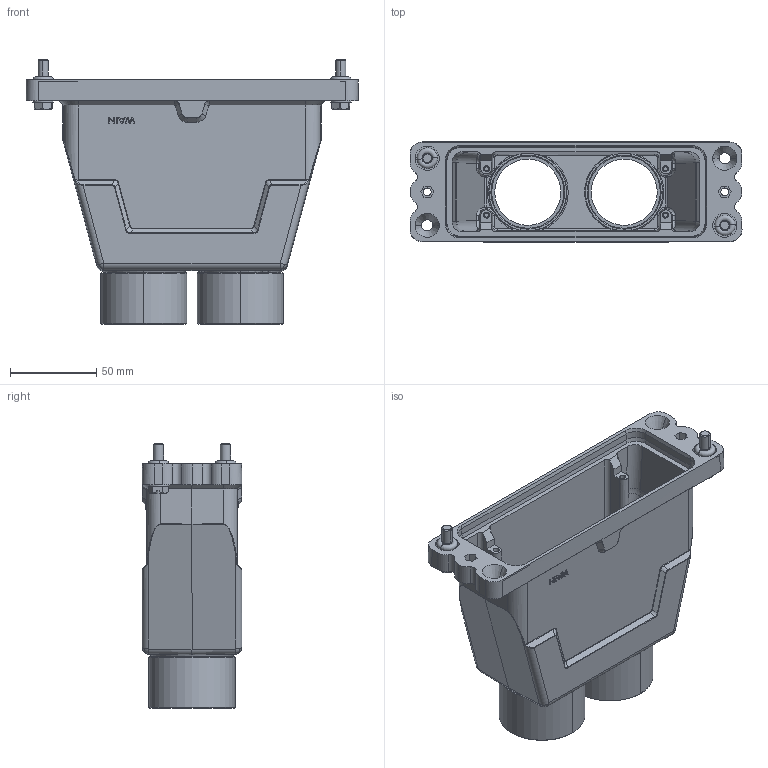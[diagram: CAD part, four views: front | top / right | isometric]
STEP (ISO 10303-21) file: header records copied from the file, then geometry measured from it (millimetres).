
FILE_DESCRIPTION(/* description */ (''),/* implementation_level */ '2;1');
FILE_NAME(/* name */ '3D_1136244305125_HP24B_H-TEH-4S-2M40B_V1.2.stp',/* time_stamp */ '2024-02-02T11:17:32+08:00',/* author */ (''),/* organization */ (''),/* preprocessor_version */ 'ST-DEVELOPER v18.1',/* originating_system */ 'SIEMENS PLM Software NX 1980',/* authorisation */ '');
FILE_SCHEMA (('AUTOMOTIVE_DESIGN { 1 0 10303 214 3 1 1 1 }'));
Length unit declared in the file: millimetre
Products named in the file (5): MSBR-1_1; PRT0062; 2X44_O; 1_ASM_1_ASM; 3D_1136244305125_HP24B_H-TEH-4S-2M40B_V1.1_stp
Assembly tree (4 placements, depth 3):
  3D_1136244305125_HP24B_H-TEH-4S-2M40B_V1.1_stp
    1_ASM_1_ASM
      MSBR-1_1
    2X44_O
    PRT0062
Bounding box: 193 x 58 x 153.7 mm (x, y, z)
Volume: 270344.4 mm3; surface area: 125209.2 mm2
Topology: 3 solids, 3 shells, 642 faces, 1621 edges, 1006 vertices
Faces by surface type: plane 265, cylinder 203, cone 88, torus 42, bspline 28, sphere 16
Entity records: 25259 total; most frequent: CARTESIAN_POINT 10676, ORIENTED_EDGE 3210, DIRECTION 2709, EDGE_CURVE 1605, AXIS2_PLACEMENT_3D 1011, VERTEX_POINT 1006, EDGE_LOOP 695, LINE 687
